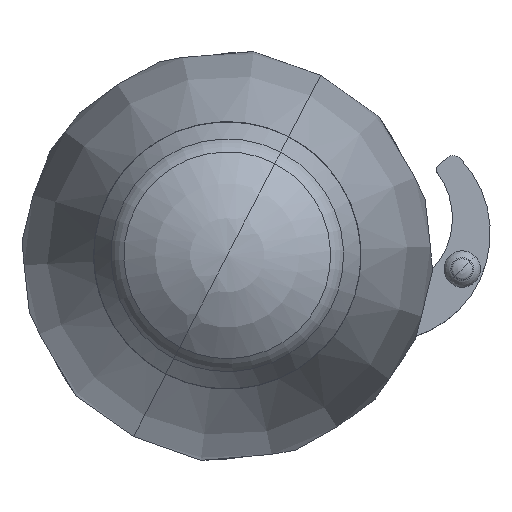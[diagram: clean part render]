
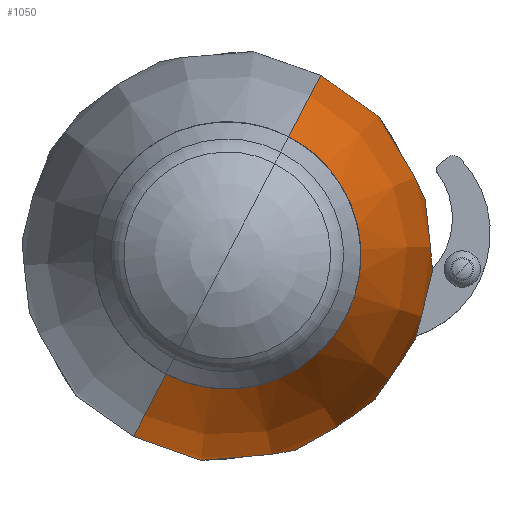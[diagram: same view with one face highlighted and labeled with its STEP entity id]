
A CAD part, top view. The second image highlights one B-rep face of the part: STEP entity #1050.
In plain terms, the highlighted face is a revolution surface.
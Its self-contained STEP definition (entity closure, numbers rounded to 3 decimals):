
#602=AXIS2_PLACEMENT_3D('Circle Axis2P3D',#600,#601,$) ;
#1021=AXIS2_PLACEMENT_3D('Circle Axis2P3D',#1019,#1020,$) ;
#597=CARTESIAN_POINT('Vertex',(26.503,32.611,188.124)) ;
#600=CARTESIAN_POINT('Axis2P3D Location',(19.947,19.947,188.124)) ;
#604=CARTESIAN_POINT('Vertex',(13.391,7.283,188.124)) ;
#1009=CARTESIAN_POINT('Control Point',(9.214,12.712,252.273)) ;
#1010=CARTESIAN_POINT('Control Point',(4.862,9.779,240.202)) ;
#1011=CARTESIAN_POINT('Control Point',(2.46,8.159,227.108)) ;
#1012=CARTESIAN_POINT('Control Point',(2.23,8.004,213.603)) ;
#1013=CARTESIAN_POINT('Control Point',(4.185,9.322,200.401)) ;
#1014=CARTESIAN_POINT('Control Point',(8.122,11.976,188.124)) ;
#1015=CARTESIAN_POINT('Axis1P Location',(19.947,19.947,196.175)) ;
#1019=CARTESIAN_POINT('Axis2P3D Location',(19.947,19.947,252.273)) ;
#1023=CARTESIAN_POINT('Vertex',(13.996,8.452,252.273)) ;
#1025=CARTESIAN_POINT('Vertex',(25.898,31.442,252.273)) ;
#1029=CARTESIAN_POINT('Control Point',(13.996,8.452,252.273)) ;
#1030=CARTESIAN_POINT('Control Point',(11.584,3.791,240.202)) ;
#1031=CARTESIAN_POINT('Control Point',(10.252,1.218,227.108)) ;
#1032=CARTESIAN_POINT('Control Point',(10.124,0.972,213.603)) ;
#1033=CARTESIAN_POINT('Control Point',(11.208,3.066,200.401)) ;
#1034=CARTESIAN_POINT('Control Point',(13.391,7.283,188.124)) ;
#1037=CARTESIAN_POINT('Control Point',(25.898,31.442,252.273)) ;
#1038=CARTESIAN_POINT('Control Point',(28.31,36.103,240.202)) ;
#1039=CARTESIAN_POINT('Control Point',(29.642,38.676,227.108)) ;
#1040=CARTESIAN_POINT('Control Point',(29.77,38.922,213.603)) ;
#1041=CARTESIAN_POINT('Control Point',(28.686,36.828,200.401)) ;
#1042=CARTESIAN_POINT('Control Point',(26.503,32.611,188.124)) ;
#601=DIRECTION('Axis2P3D Direction',(0.,0.,1.)) ;
#1016=DIRECTION('Axis1P Direction',(0.,0.,1.)) ;
#1020=DIRECTION('Axis2P3D Direction',(0.,0.,1.)) ;
#1017=AXIS1_PLACEMENT('Revolution Surface Axis1P',#1015,#1016) ;
#1045=ORIENTED_EDGE('',*,*,#1027,.F.) ;
#1046=ORIENTED_EDGE('',*,*,#1035,.T.) ;
#1047=ORIENTED_EDGE('',*,*,#606,.T.) ;
#1048=ORIENTED_EDGE('',*,*,#1043,.F.) ;
#1050=ADVANCED_FACE('Hauptk\X2\00F6\X0\rper',(#1049),#1018,.F.) ;
#1008=B_SPLINE_CURVE_WITH_KNOTS('',5,(#1009,#1010,#1011,#1012,#1013,#1014),.UNSPECIFIED.,.F.,.U.,(6,6),(98.044,163.859),.UNSPECIFIED.) ;
#1028=B_SPLINE_CURVE_WITH_KNOTS('',5,(#1029,#1030,#1031,#1032,#1033,#1034),.UNSPECIFIED.,.F.,.U.,(6,6),(98.044,163.859),.UNSPECIFIED.) ;
#1036=B_SPLINE_CURVE_WITH_KNOTS('',5,(#1037,#1038,#1039,#1040,#1041,#1042),.UNSPECIFIED.,.F.,.U.,(6,6),(98.044,163.859),.UNSPECIFIED.) ;
#603=CIRCLE('generated circle',#602,14.261) ;
#1022=CIRCLE('generated circle',#1021,12.944) ;
#606=EDGE_CURVE('',#605,#598,#603,.T.) ;
#1027=EDGE_CURVE('',#1024,#1026,#1022,.T.) ;
#1035=EDGE_CURVE('',#1024,#605,#1028,.T.) ;
#1043=EDGE_CURVE('',#1026,#598,#1036,.T.) ;
#1044=EDGE_LOOP('',(#1045,#1046,#1047,#1048)) ;
#1049=FACE_OUTER_BOUND('',#1044,.T.) ;
#1018=SURFACE_OF_REVOLUTION('Surface of Revolution',#1008,#1017) ;
#598=VERTEX_POINT('',#597) ;
#605=VERTEX_POINT('',#604) ;
#1024=VERTEX_POINT('',#1023) ;
#1026=VERTEX_POINT('',#1025) ;
